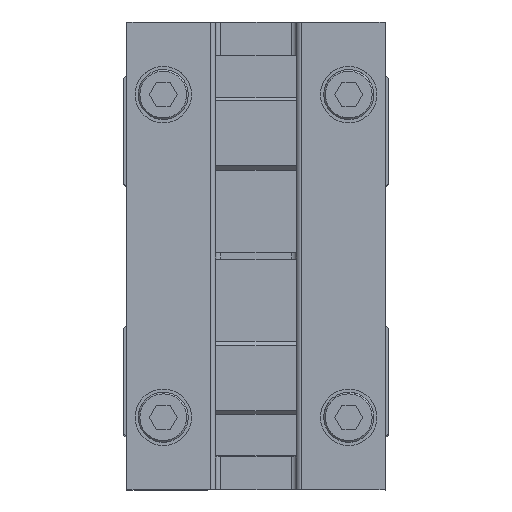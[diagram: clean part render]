
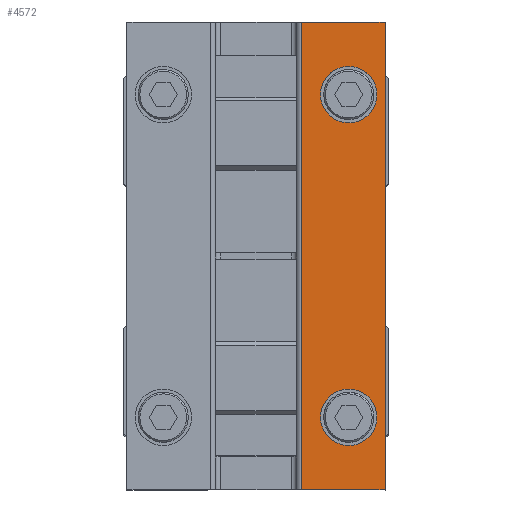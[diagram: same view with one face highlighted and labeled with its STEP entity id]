
A CAD part, top view. The second image highlights one B-rep face of the part: STEP entity #4572.
In plain terms, the highlighted planar face has unit normal (0, 0, 1).
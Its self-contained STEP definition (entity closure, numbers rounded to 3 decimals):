
#4491=AXIS2_PLACEMENT_3D('Plane Axis2P3D',#4488,#4489,#4490) ;
#4506=AXIS2_PLACEMENT_3D('Circle Axis2P3D',#4504,#4505,$) ;
#4515=AXIS2_PLACEMENT_3D('Circle Axis2P3D',#4513,#4514,$) ;
#4522=AXIS2_PLACEMENT_3D('Circle Axis2P3D',#4520,#4521,$) ;
#4529=AXIS2_PLACEMENT_3D('Circle Axis2P3D',#4527,#4528,$) ;
#4540=AXIS2_PLACEMENT_3D('Circle Axis2P3D',#4538,#4539,$) ;
#4549=AXIS2_PLACEMENT_3D('Circle Axis2P3D',#4547,#4548,$) ;
#4556=AXIS2_PLACEMENT_3D('Circle Axis2P3D',#4554,#4555,$) ;
#4563=AXIS2_PLACEMENT_3D('Circle Axis2P3D',#4561,#4562,$) ;
#3598=CARTESIAN_POINT('Vertex',(2.8,14.5,0.)) ;
#3601=CARTESIAN_POINT('Line Origine',(5.4,14.5,0.)) ;
#3605=CARTESIAN_POINT('Vertex',(8.,14.5,0.)) ;
#3712=CARTESIAN_POINT('Vertex',(8.,-14.5,0.)) ;
#3715=CARTESIAN_POINT('Line Origine',(5.4,-14.5,0.)) ;
#3719=CARTESIAN_POINT('Vertex',(2.8,-14.5,0.)) ;
#4472=CARTESIAN_POINT('Line Origine',(2.8,-14.5,0.)) ;
#4488=CARTESIAN_POINT('Axis2P3D Location',(8.,-14.5,0.)) ;
#4493=CARTESIAN_POINT('Line Origine',(8.,0.,0.)) ;
#4504=CARTESIAN_POINT('Axis2P3D Location',(5.75,-10.,0.)) ;
#4508=CARTESIAN_POINT('Vertex',(7.5,-10.,0.)) ;
#4510=CARTESIAN_POINT('Vertex',(5.75,-11.75,0.)) ;
#4513=CARTESIAN_POINT('Axis2P3D Location',(5.75,-10.,0.)) ;
#4517=CARTESIAN_POINT('Vertex',(4.,-10.,0.)) ;
#4520=CARTESIAN_POINT('Axis2P3D Location',(5.75,-10.,0.)) ;
#4524=CARTESIAN_POINT('Vertex',(5.75,-8.25,0.)) ;
#4527=CARTESIAN_POINT('Axis2P3D Location',(5.75,-10.,0.)) ;
#4538=CARTESIAN_POINT('Axis2P3D Location',(5.75,10.,0.)) ;
#4542=CARTESIAN_POINT('Vertex',(7.5,10.,0.)) ;
#4544=CARTESIAN_POINT('Vertex',(5.75,8.25,0.)) ;
#4547=CARTESIAN_POINT('Axis2P3D Location',(5.75,10.,0.)) ;
#4551=CARTESIAN_POINT('Vertex',(4.,10.,0.)) ;
#4554=CARTESIAN_POINT('Axis2P3D Location',(5.75,10.,0.)) ;
#4558=CARTESIAN_POINT('Vertex',(5.75,11.75,0.)) ;
#4561=CARTESIAN_POINT('Axis2P3D Location',(5.75,10.,0.)) ;
#3602=DIRECTION('Vector Direction',(-1.,0.,0.)) ;
#3716=DIRECTION('Vector Direction',(-1.,0.,0.)) ;
#4473=DIRECTION('Vector Direction',(0.,-1.,0.)) ;
#4489=DIRECTION('Axis2P3D Direction',(0.,0.,-1.)) ;
#4490=DIRECTION('Axis2P3D XDirection',(0.,1.,0.)) ;
#4494=DIRECTION('Vector Direction',(0.,1.,0.)) ;
#4505=DIRECTION('Axis2P3D Direction',(0.,0.,-1.)) ;
#4514=DIRECTION('Axis2P3D Direction',(0.,0.,-1.)) ;
#4521=DIRECTION('Axis2P3D Direction',(0.,0.,-1.)) ;
#4528=DIRECTION('Axis2P3D Direction',(0.,0.,-1.)) ;
#4539=DIRECTION('Axis2P3D Direction',(0.,0.,-1.)) ;
#4548=DIRECTION('Axis2P3D Direction',(0.,0.,-1.)) ;
#4555=DIRECTION('Axis2P3D Direction',(0.,0.,-1.)) ;
#4562=DIRECTION('Axis2P3D Direction',(0.,0.,-1.)) ;
#3603=VECTOR('Line Direction',#3602,1.) ;
#3717=VECTOR('Line Direction',#3716,1.) ;
#4474=VECTOR('Line Direction',#4473,1.) ;
#4495=VECTOR('Line Direction',#4494,1.) ;
#4499=ORIENTED_EDGE('',*,*,#3607,.T.) ;
#4500=ORIENTED_EDGE('',*,*,#4476,.F.) ;
#4501=ORIENTED_EDGE('',*,*,#3721,.F.) ;
#4502=ORIENTED_EDGE('',*,*,#4497,.T.) ;
#4533=ORIENTED_EDGE('',*,*,#4512,.T.) ;
#4534=ORIENTED_EDGE('',*,*,#4519,.T.) ;
#4535=ORIENTED_EDGE('',*,*,#4526,.T.) ;
#4536=ORIENTED_EDGE('',*,*,#4531,.T.) ;
#4567=ORIENTED_EDGE('',*,*,#4546,.T.) ;
#4568=ORIENTED_EDGE('',*,*,#4553,.T.) ;
#4569=ORIENTED_EDGE('',*,*,#4560,.T.) ;
#4570=ORIENTED_EDGE('',*,*,#4565,.T.) ;
#4537=FACE_BOUND('',#4532,.T.) ;
#4571=FACE_BOUND('',#4566,.T.) ;
#4572=ADVANCED_FACE('GPC_10_T03_1357557_TUENKERS',(#4503,#4537,#4571),#4492,.F.) ;
#4507=CIRCLE('generated circle',#4506,1.75) ;
#4516=CIRCLE('generated circle',#4515,1.75) ;
#4523=CIRCLE('generated circle',#4522,1.75) ;
#4530=CIRCLE('generated circle',#4529,1.75) ;
#4541=CIRCLE('generated circle',#4540,1.75) ;
#4550=CIRCLE('generated circle',#4549,1.75) ;
#4557=CIRCLE('generated circle',#4556,1.75) ;
#4564=CIRCLE('generated circle',#4563,1.75) ;
#3607=EDGE_CURVE('',#3606,#3599,#3604,.T.) ;
#3721=EDGE_CURVE('',#3713,#3720,#3718,.T.) ;
#4476=EDGE_CURVE('',#3720,#3599,#4475,.F.) ;
#4497=EDGE_CURVE('',#3713,#3606,#4496,.T.) ;
#4512=EDGE_CURVE('',#4509,#4511,#4507,.T.) ;
#4519=EDGE_CURVE('',#4511,#4518,#4516,.T.) ;
#4526=EDGE_CURVE('',#4518,#4525,#4523,.T.) ;
#4531=EDGE_CURVE('',#4525,#4509,#4530,.T.) ;
#4546=EDGE_CURVE('',#4543,#4545,#4541,.T.) ;
#4553=EDGE_CURVE('',#4545,#4552,#4550,.T.) ;
#4560=EDGE_CURVE('',#4552,#4559,#4557,.T.) ;
#4565=EDGE_CURVE('',#4559,#4543,#4564,.T.) ;
#4498=EDGE_LOOP('',(#4499,#4500,#4501,#4502)) ;
#4532=EDGE_LOOP('',(#4533,#4534,#4535,#4536)) ;
#4566=EDGE_LOOP('',(#4567,#4568,#4569,#4570)) ;
#4503=FACE_OUTER_BOUND('',#4498,.T.) ;
#3604=LINE('Line',#3601,#3603) ;
#3718=LINE('Line',#3715,#3717) ;
#4475=LINE('Line',#4472,#4474) ;
#4496=LINE('Line',#4493,#4495) ;
#4492=PLANE('Plane',#4491) ;
#3599=VERTEX_POINT('',#3598) ;
#3606=VERTEX_POINT('',#3605) ;
#3713=VERTEX_POINT('',#3712) ;
#3720=VERTEX_POINT('',#3719) ;
#4509=VERTEX_POINT('',#4508) ;
#4511=VERTEX_POINT('',#4510) ;
#4518=VERTEX_POINT('',#4517) ;
#4525=VERTEX_POINT('',#4524) ;
#4543=VERTEX_POINT('',#4542) ;
#4545=VERTEX_POINT('',#4544) ;
#4552=VERTEX_POINT('',#4551) ;
#4559=VERTEX_POINT('',#4558) ;
